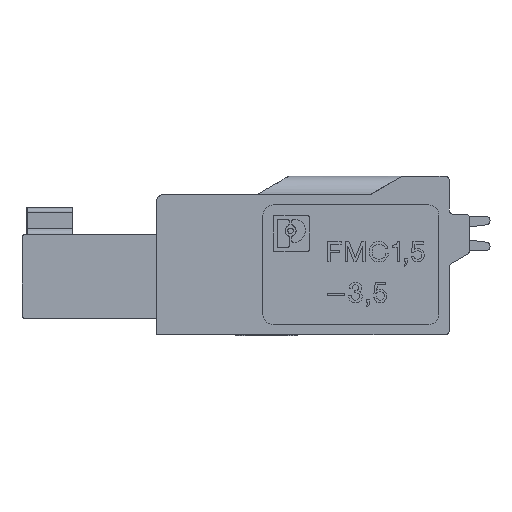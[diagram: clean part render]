
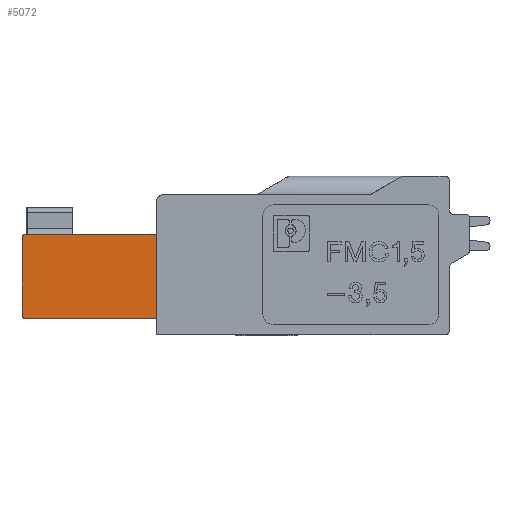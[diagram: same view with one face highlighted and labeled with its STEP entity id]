
A CAD part, left-side view. The second image highlights one B-rep face of the part: STEP entity #5072.
In plain terms, the highlighted planar face has unit normal (-1, 0.011, 0).
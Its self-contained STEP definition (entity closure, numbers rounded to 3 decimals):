
#5072=ADVANCED_FACE('',(#12416),#12417,.F.);
#6040=VERTEX_POINT('',#13832);
#6046=VERTEX_POINT('',#13839);
#6050=EDGE_CURVE('',#6046,#6040,#13843,.F.);
#6128=VERTEX_POINT('',#13932);
#6132=VERTEX_POINT('',#13937);
#6136=EDGE_CURVE('',#6132,#6128,#13942,.F.);
#6234=VERTEX_POINT('',#14051);
#6238=VERTEX_POINT('',#14055);
#6240=EDGE_CURVE('',#6234,#6238,#14057,.F.);
#6378=EDGE_CURVE('',#6234,#6128,#14199,.T.);
#6538=EDGE_CURVE('',#6238,#6046,#14376,.F.);
#6600=EDGE_CURVE('',#6040,#6132,#14444,.F.);
#12416=FACE_OUTER_BOUND('',#20215,.T.);
#12417=PLANE('',#20216);
#13832=CARTESIAN_POINT('',(0.75,20.9,0.75));
#13839=CARTESIAN_POINT('',(0.748,20.75,0.6));
#13843=ELLIPSE('',#22244,0.15,0.15);
#13932=CARTESIAN_POINT('',(0.748,20.75,4.7));
#13937=CARTESIAN_POINT('',(0.75,20.9,4.55));
#13942=ELLIPSE('',#22389,0.15,0.15);
#14051=CARTESIAN_POINT('',(0.675,14.3,4.7));
#14055=CARTESIAN_POINT('',(0.675,14.3,0.6));
#14057=LINE('',#22555,#22556);
#14199=LINE('',#22774,#22775);
#14376=LINE('',#23110,#23111);
#14444=LINE('',#23226,#23227);
#20215=EDGE_LOOP('',(#35854,#35855,#35856,#35857,#35858,#35859));
#20216=AXIS2_PLACEMENT_3D('',#35860,#35861,#35862);
#22244=AXIS2_PLACEMENT_3D('',#39684,#39685,#39686);
#22389=AXIS2_PLACEMENT_3D('',#39736,#39737,#39738);
#22555=CARTESIAN_POINT('',(0.675,14.3,5.658));
#22556=VECTOR('',#39784,1.0);
#22774=CARTESIAN_POINT('',(0.751,20.994,4.7));
#22775=VECTOR('',#39850,1.0);
#23110=CARTESIAN_POINT('',(0.713,17.605,0.6));
#23111=VECTOR('',#39923,1.0);
#23226=CARTESIAN_POINT('',(0.75,20.9,2.729));
#23227=VECTOR('',#39968,1.0);
#35854=ORIENTED_EDGE('',*,*,#6240,.F.);
#35855=ORIENTED_EDGE('',*,*,#6378,.T.);
#35856=ORIENTED_EDGE('',*,*,#6136,.F.);
#35857=ORIENTED_EDGE('',*,*,#6600,.F.);
#35858=ORIENTED_EDGE('',*,*,#6050,.F.);
#35859=ORIENTED_EDGE('',*,*,#6538,.F.);
#35860=CARTESIAN_POINT('',(0.752,21.065,4.803));
#35861=DIRECTION('',(1.,-0.011,0.));
#35862=DIRECTION('',(0.,0.0,-1.0));
#39684=CARTESIAN_POINT('',(0.748,20.75,0.75));
#39685=DIRECTION('',(-1.,0.011,0.));
#39686=DIRECTION('',(0.011,1.,0.));
#39736=CARTESIAN_POINT('',(0.748,20.75,4.55));
#39737=DIRECTION('',(-1.,0.011,0.));
#39738=DIRECTION('',(0.011,1.,0.));
#39784=DIRECTION('',(0.,0.0,1.0));
#39850=DIRECTION('',(0.011,1.,0.0));
#39923=DIRECTION('',(-0.011,-1.,0.));
#39968=DIRECTION('',(0.,0.0,-1.0));
